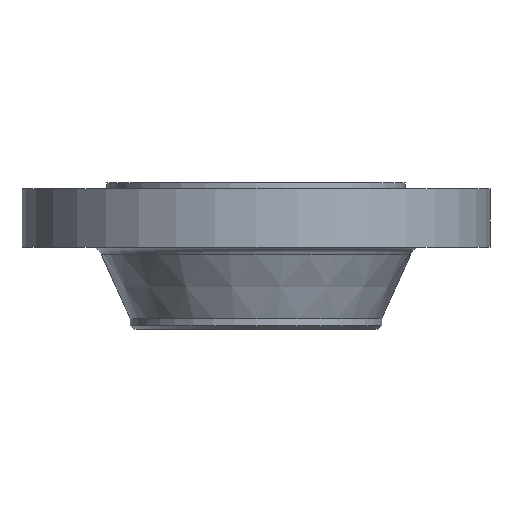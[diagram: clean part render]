
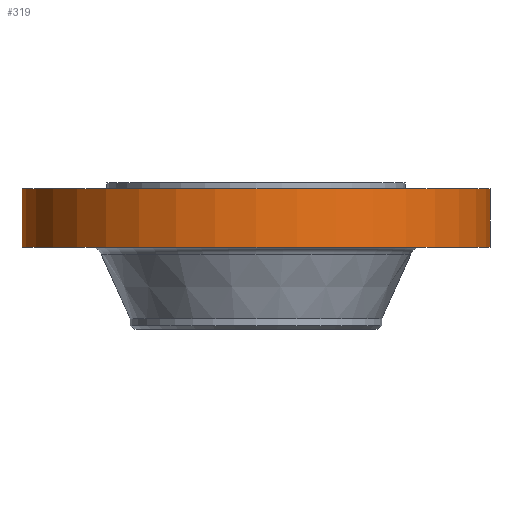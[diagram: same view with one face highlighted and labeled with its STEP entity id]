
A CAD part, front view. The second image highlights one B-rep face of the part: STEP entity #319.
In plain terms, the highlighted cylindrical face has radius 254 mm (diameter 508 mm), a partial arc.
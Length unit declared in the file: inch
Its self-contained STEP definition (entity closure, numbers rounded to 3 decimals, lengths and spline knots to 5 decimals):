
#1 = EDGE_CURVE ( 'NONE', #1328, #382, #228, .T. ) ;
#38 = ORIENTED_EDGE ( 'NONE', *, *, #902, .T. ) ;
#58 = CARTESIAN_POINT ( 'NONE',  ( -10., 0., -2.75 ) ) ;
#66 = DIRECTION ( 'NONE',  ( 1., 0., 0. ) ) ;
#213 = DIRECTION ( 'NONE',  ( 1., 0., 0. ) ) ;
#228 = LINE ( 'NONE', #1711, #899 ) ;
#238 = DIRECTION ( 'NONE',  ( 0., 0., 1. ) ) ;
#256 = AXIS2_PLACEMENT_3D ( 'NONE', #1561, #338, #213 ) ;
#276 = CIRCLE ( 'NONE', #1504, 10. ) ;
#319 = ADVANCED_FACE ( 'NONE', ( #511 ), #791, .T. ) ;
#338 = DIRECTION ( 'NONE',  ( 0., 0., 1. ) ) ;
#382 = VERTEX_POINT ( 'NONE', #990 ) ;
#394 = DIRECTION ( 'NONE',  ( 1., 0., 0. ) ) ;
#511 = FACE_OUTER_BOUND ( 'NONE', #671, .T. ) ;
#528 = CARTESIAN_POINT ( 'NONE',  ( 0., 0., 0. ) ) ;
#597 = CIRCLE ( 'NONE', #256, 10. ) ;
#620 = LINE ( 'NONE', #1683, #1443 ) ;
#654 = VERTEX_POINT ( 'NONE', #1097 ) ;
#671 = EDGE_LOOP ( 'NONE', ( #1132, #38, #1531, #1429 ) ) ;
#791 = CYLINDRICAL_SURFACE ( 'NONE', #1441, 10. ) ;
#881 = CARTESIAN_POINT ( 'NONE',  ( 0., 0., -2.75 ) ) ;
#899 = VECTOR ( 'NONE', #1036, 39.37008 ) ;
#902 = EDGE_CURVE ( 'NONE', #1328, #654, #276, .T. ) ;
#990 = CARTESIAN_POINT ( 'NONE',  ( -10., 0., -0.25 ) ) ;
#999 = EDGE_CURVE ( 'NONE', #382, #1447, #597, .T. ) ;
#1036 = DIRECTION ( 'NONE',  ( 0., 0., 1. ) ) ;
#1066 = EDGE_CURVE ( 'NONE', #654, #1447, #620, .T. ) ;
#1097 = CARTESIAN_POINT ( 'NONE',  ( 10., 0., -2.75 ) ) ;
#1132 = ORIENTED_EDGE ( 'NONE', *, *, #1, .F. ) ;
#1315 = DIRECTION ( 'NONE',  ( 0., 0., 1. ) ) ;
#1328 = VERTEX_POINT ( 'NONE', #58 ) ;
#1429 = ORIENTED_EDGE ( 'NONE', *, *, #999, .F. ) ;
#1441 = AXIS2_PLACEMENT_3D ( 'NONE', #528, #238, #394 ) ;
#1443 = VECTOR ( 'NONE', #1541, 39.37008 ) ;
#1447 = VERTEX_POINT ( 'NONE', #1450 ) ;
#1450 = CARTESIAN_POINT ( 'NONE',  ( 10., 0., -0.25 ) ) ;
#1504 = AXIS2_PLACEMENT_3D ( 'NONE', #881, #1315, #66 ) ;
#1531 = ORIENTED_EDGE ( 'NONE', *, *, #1066, .T. ) ;
#1541 = DIRECTION ( 'NONE',  ( 0., 0., 1. ) ) ;
#1561 = CARTESIAN_POINT ( 'NONE',  ( 0., 0., -0.25 ) ) ;
#1683 = CARTESIAN_POINT ( 'NONE',  ( 10., 0., 0. ) ) ;
#1711 = CARTESIAN_POINT ( 'NONE',  ( -10., 0., 0. ) ) ;
